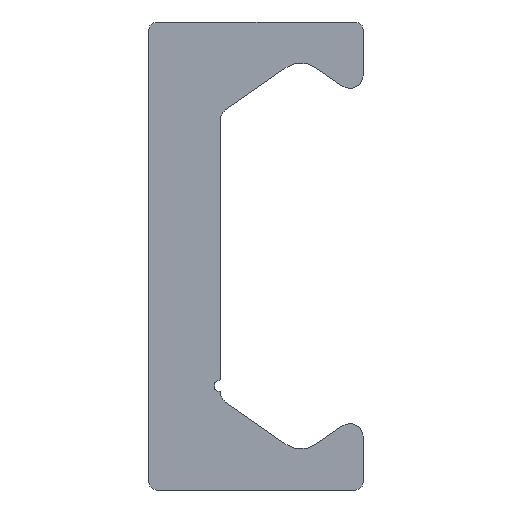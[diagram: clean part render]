
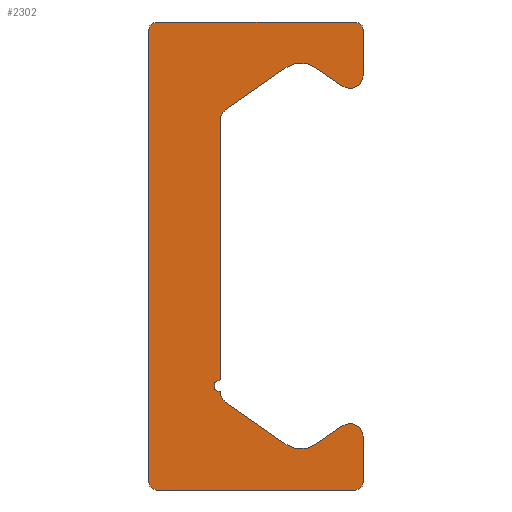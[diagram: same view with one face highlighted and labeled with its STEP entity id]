
A CAD part, left-side view. The second image highlights one B-rep face of the part: STEP entity #2302.
In plain terms, the highlighted planar face has unit normal (-1, 0, 0).
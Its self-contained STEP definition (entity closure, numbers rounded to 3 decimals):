
#1307=CARTESIAN_POINT('',(0.0,1.375,5.214));
#1308=VERTEX_POINT('',#1307);
#1315=CARTESIAN_POINT('',(0.0,1.375,-4.75));
#1316=VERTEX_POINT('',#1315);
#1317=CARTESIAN_POINT('',(0.0,1.375,5.214));
#1318=DIRECTION('',(0.0,0.0,-1.0));
#1319=VECTOR('',#1318,9.964);
#1320=LINE('',#1317,#1319);
#1321=EDGE_CURVE('',#1308,#1316,#1320,.T.);
#1549=CARTESIAN_POINT('',(0.0,3.825,-9.));
#1550=VERTEX_POINT('',#1549);
#1557=CARTESIAN_POINT('',(0.0,4.125,-8.7));
#1558=VERTEX_POINT('',#1557);
#1559=CARTESIAN_POINT('',(0.0,3.825,-8.7));
#1560=DIRECTION('',(1.0,0.0,0.0));
#1561=DIRECTION('',(0.0,0.0,-1.0));
#1562=AXIS2_PLACEMENT_3D('',#1559,#1560,#1561);
#1563=CIRCLE('',#1562,0.3);
#1564=EDGE_CURVE('',#1550,#1558,#1563,.T.);
#1588=CARTESIAN_POINT('',(0.0,-3.825,-9.));
#1589=VERTEX_POINT('',#1588);
#1596=CARTESIAN_POINT('',(0.0,-3.825,-9.));
#1597=DIRECTION('',(0.0,1.0,0.0));
#1598=VECTOR('',#1597,7.65);
#1599=LINE('',#1596,#1598);
#1600=EDGE_CURVE('',#1589,#1550,#1599,.T.);
#1620=CARTESIAN_POINT('',(0.0,-4.125,-8.7));
#1621=VERTEX_POINT('',#1620);
#1628=CARTESIAN_POINT('',(0.0,-3.825,-8.7));
#1629=DIRECTION('',(1.0,0.0,0.0));
#1630=DIRECTION('',(0.0,-1.0,0.0));
#1631=AXIS2_PLACEMENT_3D('',#1628,#1629,#1630);
#1632=CIRCLE('',#1631,0.3);
#1633=EDGE_CURVE('',#1621,#1589,#1632,.T.);
#1652=CARTESIAN_POINT('',(0.0,-4.125,-6.925));
#1653=VERTEX_POINT('',#1652);
#1660=CARTESIAN_POINT('',(0.0,-4.125,-6.925));
#1661=DIRECTION('',(0.0,0.0,-1.0));
#1662=VECTOR('',#1661,1.775);
#1663=LINE('',#1660,#1662);
#1664=EDGE_CURVE('',#1653,#1621,#1663,.T.);
#1684=CARTESIAN_POINT('',(0.0,-3.338,-6.515));
#1685=VERTEX_POINT('',#1684);
#1692=CARTESIAN_POINT('',(0.0,-3.625,-6.925));
#1693=DIRECTION('',(1.0,0.0,0.0));
#1694=DIRECTION('',(0.0,0.574,0.819));
#1695=AXIS2_PLACEMENT_3D('',#1692,#1693,#1694);
#1696=CIRCLE('',#1695,0.5);
#1697=EDGE_CURVE('',#1685,#1653,#1696,.T.);
#1716=CARTESIAN_POINT('',(0.0,-2.299,-7.243));
#1717=VERTEX_POINT('',#1716);
#1724=CARTESIAN_POINT('',(0.0,-2.299,-7.243));
#1725=DIRECTION('',(0.0,-0.819,0.574));
#1726=VECTOR('',#1725,1.269);
#1727=LINE('',#1724,#1726);
#1728=EDGE_CURVE('',#1717,#1685,#1727,.T.);
#1748=CARTESIAN_POINT('',(0.0,-1.151,-7.243));
#1749=VERTEX_POINT('',#1748);
#1756=CARTESIAN_POINT('',(0.0,-1.725,-6.424));
#1757=DIRECTION('',(-1.0,0.0,0.0));
#1758=DIRECTION('',(0.0,0.574,0.819));
#1759=AXIS2_PLACEMENT_3D('',#1756,#1757,#1758);
#1760=CIRCLE('',#1759,1.0);
#1761=EDGE_CURVE('',#1749,#1717,#1760,.T.);
#1780=CARTESIAN_POINT('',(0.0,1.162,-5.624));
#1781=VERTEX_POINT('',#1780);
#1788=CARTESIAN_POINT('',(0.0,1.162,-5.624));
#1789=DIRECTION('',(0.0,-0.819,-0.574));
#1790=VECTOR('',#1789,2.824);
#1791=LINE('',#1788,#1790);
#1792=EDGE_CURVE('',#1781,#1749,#1791,.T.);
#1812=CARTESIAN_POINT('',(0.0,1.375,-5.214));
#1813=VERTEX_POINT('',#1812);
#1820=CARTESIAN_POINT('',(0.0,0.875,-5.214));
#1821=DIRECTION('',(-1.0,0.0,0.0));
#1822=DIRECTION('',(0.0,-0.574,0.819));
#1823=AXIS2_PLACEMENT_3D('',#1820,#1821,#1822);
#1824=CIRCLE('',#1823,0.5);
#1825=EDGE_CURVE('',#1813,#1781,#1824,.T.);
#1844=CARTESIAN_POINT('',(0.0,1.375,-5.25));
#1845=VERTEX_POINT('',#1844);
#1852=CARTESIAN_POINT('',(0.0,1.375,-5.25));
#1853=DIRECTION('',(0.0,0.0,1.0));
#1854=VECTOR('',#1853,0.036);
#1855=LINE('',#1852,#1854);
#1856=EDGE_CURVE('',#1845,#1813,#1855,.T.);
#1894=CARTESIAN_POINT('',(0.0,1.375,-5.0));
#1895=DIRECTION('',(-1.0,0.0,0.0));
#1896=DIRECTION('',(0.0,0.0,1.0));
#1897=AXIS2_PLACEMENT_3D('',#1894,#1895,#1896);
#1898=CIRCLE('',#1897,0.25);
#1899=EDGE_CURVE('',#1316,#1845,#1898,.T.);
#1919=CARTESIAN_POINT('',(0.0,1.162,5.624));
#1920=VERTEX_POINT('',#1919);
#1927=CARTESIAN_POINT('',(0.0,0.875,5.214));
#1928=DIRECTION('',(-1.0,0.0,0.0));
#1929=DIRECTION('',(0.0,-1.0,0.0));
#1930=AXIS2_PLACEMENT_3D('',#1927,#1928,#1929);
#1931=CIRCLE('',#1930,0.5);
#1932=EDGE_CURVE('',#1920,#1308,#1931,.T.);
#1951=CARTESIAN_POINT('',(0.0,-1.151,7.243));
#1952=VERTEX_POINT('',#1951);
#1959=CARTESIAN_POINT('',(0.0,-1.151,7.243));
#1960=DIRECTION('',(0.0,0.819,-0.574));
#1961=VECTOR('',#1960,2.824);
#1962=LINE('',#1959,#1961);
#1963=EDGE_CURVE('',#1952,#1920,#1962,.T.);
#1983=CARTESIAN_POINT('',(0.0,-2.299,7.243));
#1984=VERTEX_POINT('',#1983);
#1991=CARTESIAN_POINT('',(0.0,-1.725,6.424));
#1992=DIRECTION('',(-1.0,0.0,0.0));
#1993=DIRECTION('',(0.0,-0.574,-0.819));
#1994=AXIS2_PLACEMENT_3D('',#1991,#1992,#1993);
#1995=CIRCLE('',#1994,1.0);
#1996=EDGE_CURVE('',#1984,#1952,#1995,.T.);
#2015=CARTESIAN_POINT('',(0.0,-3.338,6.515));
#2016=VERTEX_POINT('',#2015);
#2023=CARTESIAN_POINT('',(0.0,-3.338,6.515));
#2024=DIRECTION('',(0.0,0.819,0.574));
#2025=VECTOR('',#2024,1.269);
#2026=LINE('',#2023,#2025);
#2027=EDGE_CURVE('',#2016,#1984,#2026,.T.);
#2047=CARTESIAN_POINT('',(0.0,-4.125,6.925));
#2048=VERTEX_POINT('',#2047);
#2055=CARTESIAN_POINT('',(0.0,-3.625,6.925));
#2056=DIRECTION('',(1.0,0.0,0.0));
#2057=DIRECTION('',(0.0,-1.0,0.0));
#2058=AXIS2_PLACEMENT_3D('',#2055,#2056,#2057);
#2059=CIRCLE('',#2058,0.5);
#2060=EDGE_CURVE('',#2048,#2016,#2059,.T.);
#2079=CARTESIAN_POINT('',(0.0,-4.125,8.7));
#2080=VERTEX_POINT('',#2079);
#2087=CARTESIAN_POINT('',(0.0,-4.125,8.7));
#2088=DIRECTION('',(0.0,0.0,-1.0));
#2089=VECTOR('',#2088,1.775);
#2090=LINE('',#2087,#2089);
#2091=EDGE_CURVE('',#2080,#2048,#2090,.T.);
#2111=CARTESIAN_POINT('',(0.0,-3.825,9.));
#2112=VERTEX_POINT('',#2111);
#2119=CARTESIAN_POINT('',(0.0,-3.825,8.7));
#2120=DIRECTION('',(1.0,0.0,0.0));
#2121=DIRECTION('',(0.0,0.0,1.0));
#2122=AXIS2_PLACEMENT_3D('',#2119,#2120,#2121);
#2123=CIRCLE('',#2122,0.3);
#2124=EDGE_CURVE('',#2112,#2080,#2123,.T.);
#2143=CARTESIAN_POINT('',(0.0,3.825,9.));
#2144=VERTEX_POINT('',#2143);
#2151=CARTESIAN_POINT('',(0.0,3.825,9.));
#2152=DIRECTION('',(0.0,-1.0,0.0));
#2153=VECTOR('',#2152,7.65);
#2154=LINE('',#2151,#2153);
#2155=EDGE_CURVE('',#2144,#2112,#2154,.T.);
#2175=CARTESIAN_POINT('',(0.0,4.125,8.7));
#2176=VERTEX_POINT('',#2175);
#2183=CARTESIAN_POINT('',(0.0,3.825,8.7));
#2184=DIRECTION('',(1.0,0.0,0.0));
#2185=DIRECTION('',(0.0,1.0,0.0));
#2186=AXIS2_PLACEMENT_3D('',#2183,#2184,#2185);
#2187=CIRCLE('',#2186,0.3);
#2188=EDGE_CURVE('',#2176,#2144,#2187,.T.);
#2206=CARTESIAN_POINT('',(0.0,4.125,-8.7));
#2207=DIRECTION('',(0.0,0.0,1.0));
#2208=VECTOR('',#2207,17.4);
#2209=LINE('',#2206,#2208);
#2210=EDGE_CURVE('',#1558,#2176,#2209,.T.);
#2273=CARTESIAN_POINT('',(0.0,0.856,-0.029));
#2274=DIRECTION('',(1.0,0.0,0.0));
#2275=DIRECTION('',(0.0,0.0,-1.0));
#2276=AXIS2_PLACEMENT_3D('',#2273,#2274,#2275);
#2277=PLANE('',#2276);
#2278=ORIENTED_EDGE('',*,*,#2210,.F.);
#2279=ORIENTED_EDGE('',*,*,#1564,.F.);
#2280=ORIENTED_EDGE('',*,*,#1600,.F.);
#2281=ORIENTED_EDGE('',*,*,#1633,.F.);
#2282=ORIENTED_EDGE('',*,*,#1664,.F.);
#2283=ORIENTED_EDGE('',*,*,#1697,.F.);
#2284=ORIENTED_EDGE('',*,*,#1728,.F.);
#2285=ORIENTED_EDGE('',*,*,#1761,.F.);
#2286=ORIENTED_EDGE('',*,*,#1792,.F.);
#2287=ORIENTED_EDGE('',*,*,#1825,.F.);
#2288=ORIENTED_EDGE('',*,*,#1856,.F.);
#2289=ORIENTED_EDGE('',*,*,#1899,.F.);
#2290=ORIENTED_EDGE('',*,*,#1321,.F.);
#2291=ORIENTED_EDGE('',*,*,#1932,.F.);
#2292=ORIENTED_EDGE('',*,*,#1963,.F.);
#2293=ORIENTED_EDGE('',*,*,#1996,.F.);
#2294=ORIENTED_EDGE('',*,*,#2027,.F.);
#2295=ORIENTED_EDGE('',*,*,#2060,.F.);
#2296=ORIENTED_EDGE('',*,*,#2091,.F.);
#2297=ORIENTED_EDGE('',*,*,#2124,.F.);
#2298=ORIENTED_EDGE('',*,*,#2155,.F.);
#2299=ORIENTED_EDGE('',*,*,#2188,.F.);
#2300=EDGE_LOOP('',(#2278,#2279,#2280,#2281,#2282,#2283,#2284,#2285,#2286,#2287,#2288,#2289,#2290,#2291,#2292,#2293,#2294,#2295,#2296,#2297,#2298,#2299));
#2301=FACE_OUTER_BOUND('',#2300,.T.);
#2302=ADVANCED_FACE('',(#2301),#2277,.F.);
